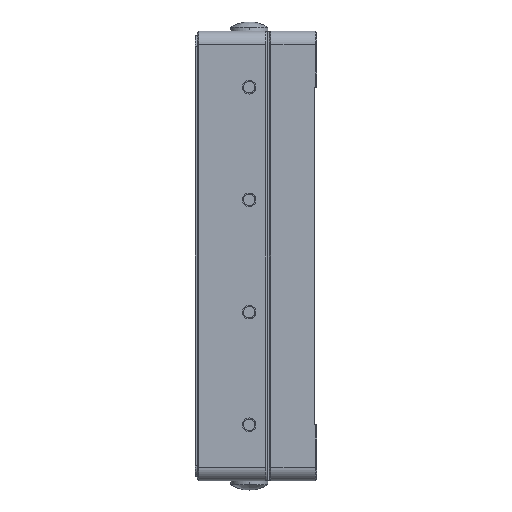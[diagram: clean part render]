
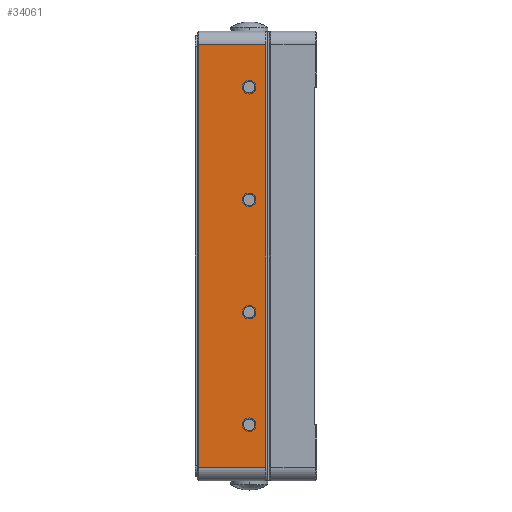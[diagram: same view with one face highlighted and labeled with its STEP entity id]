
A CAD part, left-side view. The second image highlights one B-rep face of the part: STEP entity #34061.
In plain terms, the highlighted planar face has unit normal (-1, 0, 0).
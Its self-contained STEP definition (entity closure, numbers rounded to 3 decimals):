
#327 = ORIENTED_EDGE ( 'NONE', *, *, #50510, .T. ) ;
#626 = ORIENTED_EDGE ( 'NONE', *, *, #43552, .F. ) ;
#694 = ORIENTED_EDGE ( 'NONE', *, *, #51380, .F. ) ;
#891 = VECTOR ( 'NONE', #33701, 1000. ) ;
#2293 = VERTEX_POINT ( 'NONE', #36836 ) ;
#2358 = LINE ( 'NONE', #20045, #33683 ) ;
#2576 = AXIS2_PLACEMENT_3D ( 'NONE', #10947, #40766, #15228 ) ;
#2878 = CARTESIAN_POINT ( 'NONE',  ( -50., 0.8, 0. ) ) ;
#3010 = CARTESIAN_POINT ( 'NONE',  ( -50., 0.8, 47. ) ) ;
#3628 = CARTESIAN_POINT ( 'NONE',  ( -50., 4.5, -37.5 ) ) ;
#4077 = ORIENTED_EDGE ( 'NONE', *, *, #5212, .F. ) ;
#4474 = AXIS2_PLACEMENT_3D ( 'NONE', #3628, #33416, #7920 ) ;
#4676 = CARTESIAN_POINT ( 'NONE',  ( -50., 8.25, 47. ) ) ;
#4909 = CARTESIAN_POINT ( 'NONE',  ( -50., 4.5, -36.25 ) ) ;
#5212 = EDGE_CURVE ( 'NONE', #48421, #19681, #14444, .T. ) ;
#5245 = FACE_BOUND ( 'NONE', #21879, .T. ) ;
#6402 = EDGE_LOOP ( 'NONE', ( #17479, #52892 ) ) ;
#7920 = DIRECTION ( 'NONE',  ( 0., 0., 1. ) ) ;
#8220 = CARTESIAN_POINT ( 'NONE',  ( -50., 0.502, 48.88 ) ) ;
#8333 = EDGE_LOOP ( 'NONE', ( #39116, #15057 ) ) ;
#8936 = VERTEX_POINT ( 'NONE', #18026 ) ;
#9249 = EDGE_CURVE ( 'NONE', #18833, #30157, #18146, .T. ) ;
#9797 = DIRECTION ( 'NONE',  ( 0., 0., 1. ) ) ;
#10430 = LINE ( 'NONE', #4676, #11757 ) ;
#10639 = CARTESIAN_POINT ( 'NONE',  ( -50., 4.5, -38.75 ) ) ;
#10947 = CARTESIAN_POINT ( 'NONE',  ( -50., 4.5, 37.5 ) ) ;
#11757 = VECTOR ( 'NONE', #34487, 1000. ) ;
#12147 = VECTOR ( 'NONE', #32682, 1000. ) ;
#12315 = VERTEX_POINT ( 'NONE', #35830 ) ;
#13280 = AXIS2_PLACEMENT_3D ( 'NONE', #23723, #53512, #28011 ) ;
#14444 = CIRCLE ( 'NONE', #13280, 1.25 ) ;
#14923 = VERTEX_POINT ( 'NONE', #15724 ) ;
#15057 = ORIENTED_EDGE ( 'NONE', *, *, #49932, .F. ) ;
#15228 = DIRECTION ( 'NONE',  ( 0., 0., 1. ) ) ;
#15724 = CARTESIAN_POINT ( 'NONE',  ( -50., 15.7, -47. ) ) ;
#16231 = CARTESIAN_POINT ( 'NONE',  ( -50., 4.5, 36.25 ) ) ;
#16571 = FACE_BOUND ( 'NONE', #8333, .T. ) ;
#16971 = DIRECTION ( 'NONE',  ( -1., 0., 0. ) ) ;
#16995 = EDGE_LOOP ( 'NONE', ( #626, #327, #38393, #694 ) ) ;
#17479 = ORIENTED_EDGE ( 'NONE', *, *, #46099, .F. ) ;
#18026 = CARTESIAN_POINT ( 'NONE',  ( -50., 4.5, -11.25 ) ) ;
#18146 = CIRCLE ( 'NONE', #36320, 1.25 ) ;
#18749 = DIRECTION ( 'NONE',  ( -1., 0., 0. ) ) ;
#18833 = VERTEX_POINT ( 'NONE', #10639 ) ;
#19590 = EDGE_CURVE ( 'NONE', #33749, #8936, #40780, .T. ) ;
#19681 = VERTEX_POINT ( 'NONE', #55283 ) ;
#20045 = CARTESIAN_POINT ( 'NONE',  ( -50., 8.25, -47. ) ) ;
#20239 = VERTEX_POINT ( 'NONE', #50547 ) ;
#20374 = AXIS2_PLACEMENT_3D ( 'NONE', #8220, #16971, #46756 ) ;
#21097 = PLANE ( 'NONE',  #20374 ) ;
#21162 = DIRECTION ( 'NONE',  ( -1., 0., 0. ) ) ;
#21498 = DIRECTION ( 'NONE',  ( -1., 0., 0. ) ) ;
#21641 = EDGE_CURVE ( 'NONE', #30157, #18833, #28621, .T. ) ;
#21879 = EDGE_LOOP ( 'NONE', ( #48277, #48251 ) ) ;
#22645 = AXIS2_PLACEMENT_3D ( 'NONE', #44251, #18749, #48529 ) ;
#22996 = CARTESIAN_POINT ( 'NONE',  ( -50., 4.5, -13.75 ) ) ;
#23723 = CARTESIAN_POINT ( 'NONE',  ( -50., 4.5, 12.5 ) ) ;
#23761 = CIRCLE ( 'NONE', #29899, 1.25 ) ;
#24541 = CARTESIAN_POINT ( 'NONE',  ( -50., 4.5, 12.5 ) ) ;
#24946 = CARTESIAN_POINT ( 'NONE',  ( -50., 4.5, -12.5 ) ) ;
#27928 = ORIENTED_EDGE ( 'NONE', *, *, #35127, .F. ) ;
#27951 = FACE_BOUND ( 'NONE', #6402, .T. ) ;
#28011 = DIRECTION ( 'NONE',  ( 0., 0., 1. ) ) ;
#28588 = CIRCLE ( 'NONE', #45724, 1.25 ) ;
#28621 = CIRCLE ( 'NONE', #4474, 1.25 ) ;
#29224 = DIRECTION ( 'NONE',  ( 0., 0., 1. ) ) ;
#29481 = EDGE_CURVE ( 'NONE', #12315, #46834, #32291, .T. ) ;
#29899 = AXIS2_PLACEMENT_3D ( 'NONE', #46644, #21162, #50937 ) ;
#30157 = VERTEX_POINT ( 'NONE', #4909 ) ;
#32291 = CIRCLE ( 'NONE', #2576, 1.25 ) ;
#32682 = DIRECTION ( 'NONE',  ( 0., 0., -1. ) ) ;
#33416 = DIRECTION ( 'NONE',  ( -1., 0., 0. ) ) ;
#33683 = VECTOR ( 'NONE', #49836, 1000. ) ;
#33701 = DIRECTION ( 'NONE',  ( 0., 0., 1. ) ) ;
#33749 = VERTEX_POINT ( 'NONE', #22996 ) ;
#34061 = ADVANCED_FACE ( 'NONE', ( #16571, #5245, #27951, #50567, #49227 ), #21097, .T. ) ;
#34487 = DIRECTION ( 'NONE',  ( 0., 1., 0. ) ) ;
#34820 = LINE ( 'NONE', #2878, #12147 ) ;
#34898 = LINE ( 'NONE', #54944, #891 ) ;
#35127 = EDGE_CURVE ( 'NONE', #19681, #48421, #28588, .T. ) ;
#35830 = CARTESIAN_POINT ( 'NONE',  ( -50., 4.5, 38.75 ) ) ;
#36320 = AXIS2_PLACEMENT_3D ( 'NONE', #47003, #21498, #51302 ) ;
#36836 = CARTESIAN_POINT ( 'NONE',  ( -50., 0.8, -47. ) ) ;
#38393 = ORIENTED_EDGE ( 'NONE', *, *, #52407, .F. ) ;
#39116 = ORIENTED_EDGE ( 'NONE', *, *, #29481, .F. ) ;
#39230 = VERTEX_POINT ( 'NONE', #3010 ) ;
#39704 = AXIS2_PLACEMENT_3D ( 'NONE', #24946, #54738, #29224 ) ;
#40766 = DIRECTION ( 'NONE',  ( -1., 0., 0. ) ) ;
#40780 = CIRCLE ( 'NONE', #39704, 1.25 ) ;
#43552 = EDGE_CURVE ( 'NONE', #39230, #2293, #34820, .T. ) ;
#44251 = CARTESIAN_POINT ( 'NONE',  ( -50., 4.5, -12.5 ) ) ;
#45724 = AXIS2_PLACEMENT_3D ( 'NONE', #24541, #54313, #9797 ) ;
#45887 = CIRCLE ( 'NONE', #22645, 1.25 ) ;
#46099 = EDGE_CURVE ( 'NONE', #8936, #33749, #45887, .T. ) ;
#46644 = CARTESIAN_POINT ( 'NONE',  ( -50., 4.5, 37.5 ) ) ;
#46756 = DIRECTION ( 'NONE',  ( 0., 1., 0. ) ) ;
#46834 = VERTEX_POINT ( 'NONE', #16231 ) ;
#47003 = CARTESIAN_POINT ( 'NONE',  ( -50., 4.5, -37.5 ) ) ;
#48251 = ORIENTED_EDGE ( 'NONE', *, *, #9249, .F. ) ;
#48277 = ORIENTED_EDGE ( 'NONE', *, *, #21641, .F. ) ;
#48421 = VERTEX_POINT ( 'NONE', #52556 ) ;
#48529 = DIRECTION ( 'NONE',  ( 0., 0., 1. ) ) ;
#49227 = FACE_OUTER_BOUND ( 'NONE', #16995, .T. ) ;
#49836 = DIRECTION ( 'NONE',  ( 0., 1., 0. ) ) ;
#49932 = EDGE_CURVE ( 'NONE', #46834, #12315, #23761, .T. ) ;
#50510 = EDGE_CURVE ( 'NONE', #39230, #20239, #10430, .T. ) ;
#50547 = CARTESIAN_POINT ( 'NONE',  ( -50., 15.7, 47. ) ) ;
#50567 = FACE_BOUND ( 'NONE', #54191, .T. ) ;
#50937 = DIRECTION ( 'NONE',  ( 0., 0., 1. ) ) ;
#51302 = DIRECTION ( 'NONE',  ( 0., 0., 1. ) ) ;
#51380 = EDGE_CURVE ( 'NONE', #2293, #14923, #2358, .T. ) ;
#52407 = EDGE_CURVE ( 'NONE', #14923, #20239, #34898, .T. ) ;
#52556 = CARTESIAN_POINT ( 'NONE',  ( -50., 4.5, 13.75 ) ) ;
#52892 = ORIENTED_EDGE ( 'NONE', *, *, #19590, .F. ) ;
#53512 = DIRECTION ( 'NONE',  ( -1., 0., 0. ) ) ;
#54191 = EDGE_LOOP ( 'NONE', ( #4077, #27928 ) ) ;
#54313 = DIRECTION ( 'NONE',  ( -1., 0., 0. ) ) ;
#54738 = DIRECTION ( 'NONE',  ( -1., 0., 0. ) ) ;
#54944 = CARTESIAN_POINT ( 'NONE',  ( -50., 15.7, 0. ) ) ;
#55283 = CARTESIAN_POINT ( 'NONE',  ( -50., 4.5, 11.25 ) ) ;
